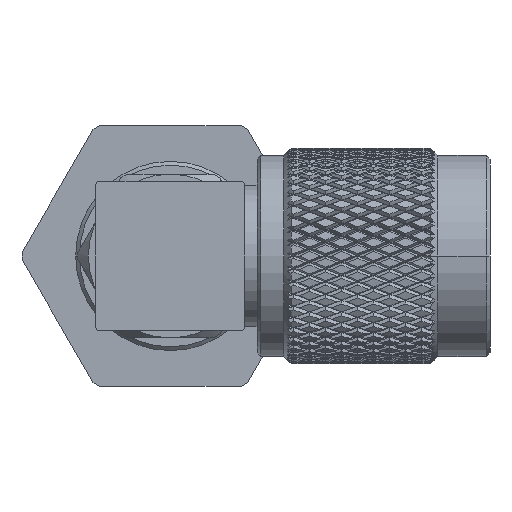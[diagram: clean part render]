
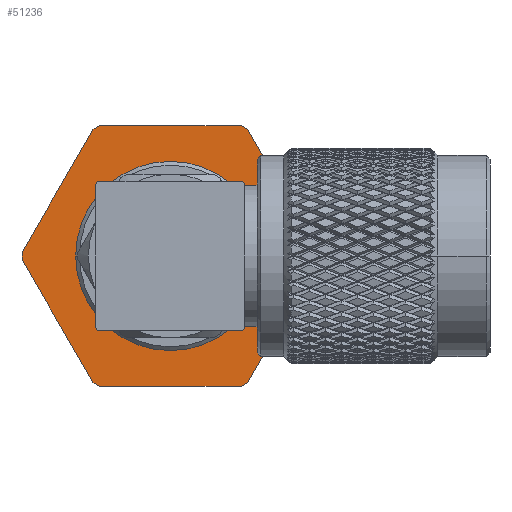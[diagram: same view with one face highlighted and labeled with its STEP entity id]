
A CAD part, left-side view. The second image highlights one B-rep face of the part: STEP entity #51236.
In plain terms, the highlighted face is planar.
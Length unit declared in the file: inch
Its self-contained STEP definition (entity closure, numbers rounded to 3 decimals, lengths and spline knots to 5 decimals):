
#101 = VERTEX_POINT ( 'NONE', #118091 ) ;
#361 = CARTESIAN_POINT ( 'NONE',  ( 0.93213, 0.3396, 0. ) ) ;
#829 = CARTESIAN_POINT ( 'NONE',  ( 0.93213, -0.00964, -0.39222 ) ) ;
#1700 = VECTOR ( 'NONE', #8523, 39.37008 ) ;
#1704 = ORIENTED_EDGE ( 'NONE', *, *, #96271, .F. ) ;
#2072 = ORIENTED_EDGE ( 'NONE', *, *, #79979, .T. ) ;
#2187 = CARTESIAN_POINT ( 'NONE',  ( 0.93213, -0.33485, -0.20446 ) ) ;
#3317 = VERTEX_POINT ( 'NONE', #5868 ) ;
#5271 = CIRCLE ( 'NONE', #35650, 0.39233 ) ;
#5416 = AXIS2_PLACEMENT_3D ( 'NONE', #89399, #11247, #40500 ) ;
#5733 = CARTESIAN_POINT ( 'NONE',  ( 0.93213, 0.33485, 0.20446 ) ) ;
#5868 = CARTESIAN_POINT ( 'NONE',  ( 0.93213, 0.33485, -0.20446 ) ) ;
#6414 = ORIENTED_EDGE ( 'NONE', *, *, #10618, .F. ) ;
#6817 = ORIENTED_EDGE ( 'NONE', *, *, #49926, .T. ) ;
#8523 = DIRECTION ( 'NONE',  ( 0., -0.866, -0.5 ) ) ;
#8935 = CARTESIAN_POINT ( 'NONE',  ( 0.93213, -0.34449, 0.19889 ) ) ;
#10600 = ORIENTED_EDGE ( 'NONE', *, *, #80279, .F. ) ;
#10618 = EDGE_CURVE ( 'NONE', #17018, #20986, #22852, .T. ) ;
#10840 = DIRECTION ( 'NONE',  ( 0., -0.866, 0.5 ) ) ;
#11247 = DIRECTION ( 'NONE',  ( -1., 0., 0. ) ) ;
#11308 = ORIENTED_EDGE ( 'NONE', *, *, #50017, .T. ) ;
#11333 = LINE ( 'NONE', #68984, #27933 ) ;
#11585 = CARTESIAN_POINT ( 'NONE',  ( 0.93213, 0., 0. ) ) ;
#12130 = FACE_OUTER_BOUND ( 'NONE', #17620, .T. ) ;
#13876 = EDGE_LOOP ( 'NONE', ( #11308, #27105 ) ) ;
#14987 = CARTESIAN_POINT ( 'NONE',  ( 0.93213, 0.00964, 0.39222 ) ) ;
#16621 = ORIENTED_EDGE ( 'NONE', *, *, #21265, .T. ) ;
#17018 = VERTEX_POINT ( 'NONE', #104354 ) ;
#17386 = LINE ( 'NONE', #19027, #107078 ) ;
#17620 = EDGE_LOOP ( 'NONE', ( #99108, #22748, #85673, #50108, #10600, #100375, #34173, #16621, #6414, #22491, #6817, #1704, #2072 ) ) ;
#17789 = CARTESIAN_POINT ( 'NONE',  ( 0.93213, 0., 0.25033 ) ) ;
#18162 = VERTEX_POINT ( 'NONE', #35531 ) ;
#19027 = CARTESIAN_POINT ( 'NONE',  ( 0.93213, 0.34449, 0.19889 ) ) ;
#19077 = CARTESIAN_POINT ( 'NONE',  ( 0.93213, 0., 0. ) ) ;
#19417 = PLANE ( 'NONE',  #124085 ) ;
#19635 = VERTEX_POINT ( 'NONE', #107871 ) ;
#20986 = VERTEX_POINT ( 'NONE', #829 ) ;
#21265 = EDGE_CURVE ( 'NONE', #99076, #20986, #92028, .T. ) ;
#22163 = VERTEX_POINT ( 'NONE', #106297 ) ;
#22491 = ORIENTED_EDGE ( 'NONE', *, *, #76299, .F. ) ;
#22748 = ORIENTED_EDGE ( 'NONE', *, *, #41404, .T. ) ;
#22852 = CIRCLE ( 'NONE', #25495, 0.39233 ) ;
#25495 = AXIS2_PLACEMENT_3D ( 'NONE', #11585, #79981, #107982 ) ;
#27105 = ORIENTED_EDGE ( 'NONE', *, *, #60238, .T. ) ;
#27933 = VECTOR ( 'NONE', #10840, 39.37008 ) ;
#34173 = ORIENTED_EDGE ( 'NONE', *, *, #61910, .F. ) ;
#34237 = DIRECTION ( 'NONE',  ( 0., 0.866, -0.5 ) ) ;
#35531 = CARTESIAN_POINT ( 'NONE',  ( 0.93213, 0.00964, -0.39222 ) ) ;
#35650 = AXIS2_PLACEMENT_3D ( 'NONE', #96046, #36558, #76122 ) ;
#36533 = CARTESIAN_POINT ( 'NONE',  ( 0.93213, 0., 0. ) ) ;
#36558 = DIRECTION ( 'NONE',  ( -1., 0., 0. ) ) ;
#36893 = DIRECTION ( 'NONE',  ( 0., 0., 1. ) ) ;
#38925 = DIRECTION ( 'NONE',  ( -1., 0., 0. ) ) ;
#40178 = DIRECTION ( 'NONE',  ( 0., 0.866, 0.5 ) ) ;
#40500 = DIRECTION ( 'NONE',  ( 0., 0., 1. ) ) ;
#40677 = CIRCLE ( 'NONE', #107007, 0.39233 ) ;
#41404 = EDGE_CURVE ( 'NONE', #57163, #83503, #11333, .T. ) ;
#41803 = EDGE_CURVE ( 'NONE', #22163, #83503, #5271, .T. ) ;
#42440 = AXIS2_PLACEMENT_3D ( 'NONE', #19077, #87097, #124471 ) ;
#42834 = VECTOR ( 'NONE', #68389, 39.37008 ) ;
#44797 = DIRECTION ( 'NONE',  ( 0., 0., 1. ) ) ;
#44959 = AXIS2_PLACEMENT_3D ( 'NONE', #48017, #86338, #115996 ) ;
#45703 = CARTESIAN_POINT ( 'NONE',  ( 0.93213, 0., -0.39778 ) ) ;
#45953 = DIRECTION ( 'NONE',  ( -1., 0., 0. ) ) ;
#48017 = CARTESIAN_POINT ( 'NONE',  ( 0.93213, 0., 0. ) ) ;
#49426 = DIRECTION ( 'NONE',  ( 0., 0., 1. ) ) ;
#49926 = EDGE_CURVE ( 'NONE', #18162, #3317, #103520, .T. ) ;
#50017 = EDGE_CURVE ( 'NONE', #99492, #19635, #77707, .T. ) ;
#50108 = ORIENTED_EDGE ( 'NONE', *, *, #50772, .T. ) ;
#50772 = EDGE_CURVE ( 'NONE', #22163, #55788, #83677, .T. ) ;
#51236 = ADVANCED_FACE ( 'NONE', ( #63764, #12130 ), #19417, .F. ) ;
#55788 = VERTEX_POINT ( 'NONE', #94583 ) ;
#57163 = VERTEX_POINT ( 'NONE', #5733 ) ;
#58594 = CARTESIAN_POINT ( 'NONE',  ( 0.93213, 0.34449, 0.18776 ) ) ;
#60238 = EDGE_CURVE ( 'NONE', #19635, #99492, #71320, .T. ) ;
#61910 = EDGE_CURVE ( 'NONE', #99076, #105546, #40677, .T. ) ;
#63764 = FACE_BOUND ( 'NONE', #13876, .T. ) ;
#65636 = LINE ( 'NONE', #98116, #42834 ) ;
#66642 = DIRECTION ( 'NONE',  ( -1., 0., 0. ) ) ;
#68307 = DIRECTION ( 'NONE',  ( 0., 0., 1. ) ) ;
#68389 = DIRECTION ( 'NONE',  ( 0., 0., -1. ) ) ;
#68512 = AXIS2_PLACEMENT_3D ( 'NONE', #75621, #66642, #36893 ) ;
#68984 = CARTESIAN_POINT ( 'NONE',  ( 0.93213, 0., 0.39778 ) ) ;
#71320 = CIRCLE ( 'NONE', #42440, 0.25033 ) ;
#75621 = CARTESIAN_POINT ( 'NONE',  ( 0.93213, 0., 0. ) ) ;
#76122 = DIRECTION ( 'NONE',  ( 0., 0., 1. ) ) ;
#76299 = EDGE_CURVE ( 'NONE', #18162, #17018, #104505, .T. ) ;
#76635 = CIRCLE ( 'NONE', #44959, 0.39233 ) ;
#77707 = CIRCLE ( 'NONE', #78352, 0.25033 ) ;
#78352 = AXIS2_PLACEMENT_3D ( 'NONE', #92425, #122945, #44797 ) ;
#79979 = EDGE_CURVE ( 'NONE', #101, #115782, #17386, .T. ) ;
#79981 = DIRECTION ( 'NONE',  ( -1., 0., 0. ) ) ;
#80106 = VERTEX_POINT ( 'NONE', #100967 ) ;
#80279 = EDGE_CURVE ( 'NONE', #80106, #55788, #87255, .T. ) ;
#80595 = EDGE_CURVE ( 'NONE', #57163, #115782, #76635, .T. ) ;
#82761 = EDGE_CURVE ( 'NONE', #80106, #105546, #65636, .T. ) ;
#83503 = VERTEX_POINT ( 'NONE', #14987 ) ;
#83677 = LINE ( 'NONE', #8935, #1700 ) ;
#85673 = ORIENTED_EDGE ( 'NONE', *, *, #41803, .F. ) ;
#86338 = DIRECTION ( 'NONE',  ( -1., 0., 0. ) ) ;
#87097 = DIRECTION ( 'NONE',  ( -1., 0., 0. ) ) ;
#87255 = CIRCLE ( 'NONE', #112506, 0.39233 ) ;
#87532 = VECTOR ( 'NONE', #34237, 39.37008 ) ;
#89399 = CARTESIAN_POINT ( 'NONE',  ( 0.93213, 0., 0. ) ) ;
#92028 = LINE ( 'NONE', #45703, #87532 ) ;
#92425 = CARTESIAN_POINT ( 'NONE',  ( 0.93213, 0., 0. ) ) ;
#94583 = CARTESIAN_POINT ( 'NONE',  ( 0.93213, -0.33485, 0.20446 ) ) ;
#96046 = CARTESIAN_POINT ( 'NONE',  ( 0.93213, 0., 0. ) ) ;
#96271 = EDGE_CURVE ( 'NONE', #101, #3317, #106724, .T. ) ;
#97421 = VECTOR ( 'NONE', #40178, 39.37008 ) ;
#97974 = CARTESIAN_POINT ( 'NONE',  ( 0.93213, 0.34449, -0.19889 ) ) ;
#98116 = CARTESIAN_POINT ( 'NONE',  ( 0.93213, -0.34449, -0.19889 ) ) ;
#99076 = VERTEX_POINT ( 'NONE', #2187 ) ;
#99108 = ORIENTED_EDGE ( 'NONE', *, *, #80595, .F. ) ;
#99492 = VERTEX_POINT ( 'NONE', #17789 ) ;
#100330 = CARTESIAN_POINT ( 'NONE',  ( 0.93213, -0.34449, -0.18776 ) ) ;
#100375 = ORIENTED_EDGE ( 'NONE', *, *, #82761, .T. ) ;
#100967 = CARTESIAN_POINT ( 'NONE',  ( 0.93213, -0.34449, 0.18776 ) ) ;
#103520 = LINE ( 'NONE', #97974, #97421 ) ;
#104354 = CARTESIAN_POINT ( 'NONE',  ( 0.93213, 0., -0.39233 ) ) ;
#104505 = CIRCLE ( 'NONE', #5416, 0.39233 ) ;
#104537 = DIRECTION ( 'NONE',  ( 0., 0., 1. ) ) ;
#105546 = VERTEX_POINT ( 'NONE', #100330 ) ;
#106297 = CARTESIAN_POINT ( 'NONE',  ( 0.93213, -0.00964, 0.39222 ) ) ;
#106724 = CIRCLE ( 'NONE', #68512, 0.39233 ) ;
#106813 = CARTESIAN_POINT ( 'NONE',  ( 0.93213, 0., 0. ) ) ;
#106921 = DIRECTION ( 'NONE',  ( 0., 0., 1. ) ) ;
#107007 = AXIS2_PLACEMENT_3D ( 'NONE', #36533, #45953, #104537 ) ;
#107078 = VECTOR ( 'NONE', #68307, 39.37008 ) ;
#107871 = CARTESIAN_POINT ( 'NONE',  ( 0.93213, 0., -0.25033 ) ) ;
#107982 = DIRECTION ( 'NONE',  ( 0., 0., 1. ) ) ;
#112506 = AXIS2_PLACEMENT_3D ( 'NONE', #106813, #117842, #49426 ) ;
#115782 = VERTEX_POINT ( 'NONE', #58594 ) ;
#115996 = DIRECTION ( 'NONE',  ( 0., 0., 1. ) ) ;
#117842 = DIRECTION ( 'NONE',  ( -1., 0., 0. ) ) ;
#118091 = CARTESIAN_POINT ( 'NONE',  ( 0.93213, 0.34449, -0.18776 ) ) ;
#122945 = DIRECTION ( 'NONE',  ( -1., 0., 0. ) ) ;
#124085 = AXIS2_PLACEMENT_3D ( 'NONE', #361, #38925, #106921 ) ;
#124471 = DIRECTION ( 'NONE',  ( 0., 0., 1. ) ) ;
